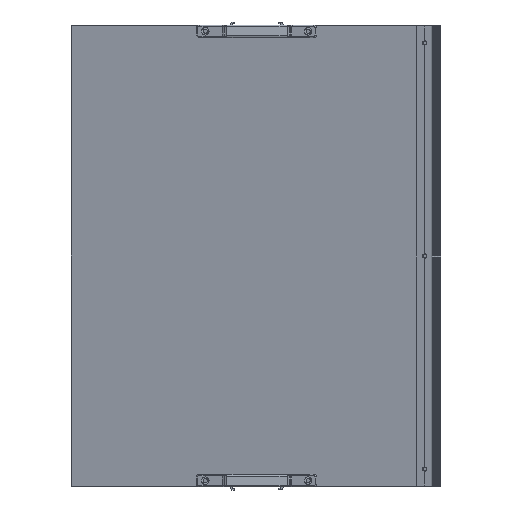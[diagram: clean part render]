
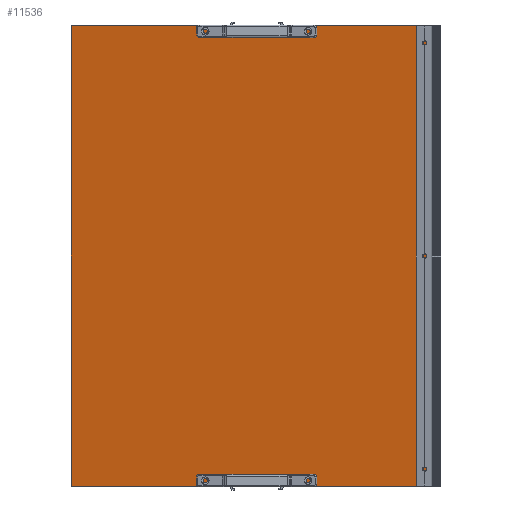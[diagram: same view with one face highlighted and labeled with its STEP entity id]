
A CAD part, front view. The second image highlights one B-rep face of the part: STEP entity #11536.
In plain terms, the highlighted face is planar.
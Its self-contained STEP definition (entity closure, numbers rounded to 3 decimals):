
#103 = LINE ( 'NONE', #8994, #7495 ) ;
#1035 = DIRECTION ( 'NONE',  ( -1., 0., 0. ) ) ;
#1395 = DIRECTION ( 'NONE',  ( 0., 0., -1. ) ) ;
#1655 = CARTESIAN_POINT ( 'NONE',  ( 276.5, -9.5, 225. ) ) ;
#1753 = ORIENTED_EDGE ( 'NONE', *, *, #8340, .F. ) ;
#2471 = VECTOR ( 'NONE', #13995, 1000. ) ;
#2772 = DIRECTION ( 'NONE',  ( 1., 0., 0. ) ) ;
#2942 = CARTESIAN_POINT ( 'NONE',  ( 276.5, -9.5, 225. ) ) ;
#4312 = LINE ( 'NONE', #2942, #22901 ) ;
#5719 = EDGE_CURVE ( 'NONE', #19621, #15105, #103, .T. ) ;
#6494 = VERTEX_POINT ( 'NONE', #8139 ) ;
#7237 = DIRECTION ( 'NONE',  ( 0., 1., 0. ) ) ;
#7495 = VECTOR ( 'NONE', #1035, 1000. ) ;
#7827 = CARTESIAN_POINT ( 'NONE',  ( 276.5, -9.5, -225. ) ) ;
#8139 = CARTESIAN_POINT ( 'NONE',  ( 276.5, -9.5, 225. ) ) ;
#8340 = EDGE_CURVE ( 'NONE', #6494, #19621, #22788, .T. ) ;
#8523 = ORIENTED_EDGE ( 'NONE', *, *, #17042, .F. ) ;
#8707 = FACE_OUTER_BOUND ( 'NONE', #12723, .T. ) ;
#8850 = VECTOR ( 'NONE', #1395, 1000. ) ;
#8994 = CARTESIAN_POINT ( 'NONE',  ( 276.5, -9.5, -225. ) ) ;
#9045 = LINE ( 'NONE', #24052, #2471 ) ;
#10126 = CARTESIAN_POINT ( 'NONE',  ( -276.5, -9.5, 225. ) ) ;
#10329 = ORIENTED_EDGE ( 'NONE', *, *, #5719, .F. ) ;
#11536 = ADVANCED_FACE ( 'NONE', ( #8707 ), #17385, .F. ) ;
#12723 = EDGE_LOOP ( 'NONE', ( #8523, #10329, #1753, #13942 ) ) ;
#13942 = ORIENTED_EDGE ( 'NONE', *, *, #17809, .F. ) ;
#13995 = DIRECTION ( 'NONE',  ( 0., 0., 1. ) ) ;
#15105 = VERTEX_POINT ( 'NONE', #21732 ) ;
#16360 = AXIS2_PLACEMENT_3D ( 'NONE', #19333, #7237, #17641 ) ;
#17042 = EDGE_CURVE ( 'NONE', #15105, #17062, #9045, .T. ) ;
#17062 = VERTEX_POINT ( 'NONE', #10126 ) ;
#17385 = PLANE ( 'NONE',  #16360 ) ;
#17641 = DIRECTION ( 'NONE',  ( 0., 0., 1. ) ) ;
#17809 = EDGE_CURVE ( 'NONE', #17062, #6494, #4312, .T. ) ;
#19333 = CARTESIAN_POINT ( 'NONE',  ( 0., -9.5, 0. ) ) ;
#19621 = VERTEX_POINT ( 'NONE', #7827 ) ;
#21732 = CARTESIAN_POINT ( 'NONE',  ( -276.5, -9.5, -225. ) ) ;
#22788 = LINE ( 'NONE', #1655, #8850 ) ;
#22901 = VECTOR ( 'NONE', #2772, 1000. ) ;
#24052 = CARTESIAN_POINT ( 'NONE',  ( -276.5, -9.5, 225. ) ) ;
